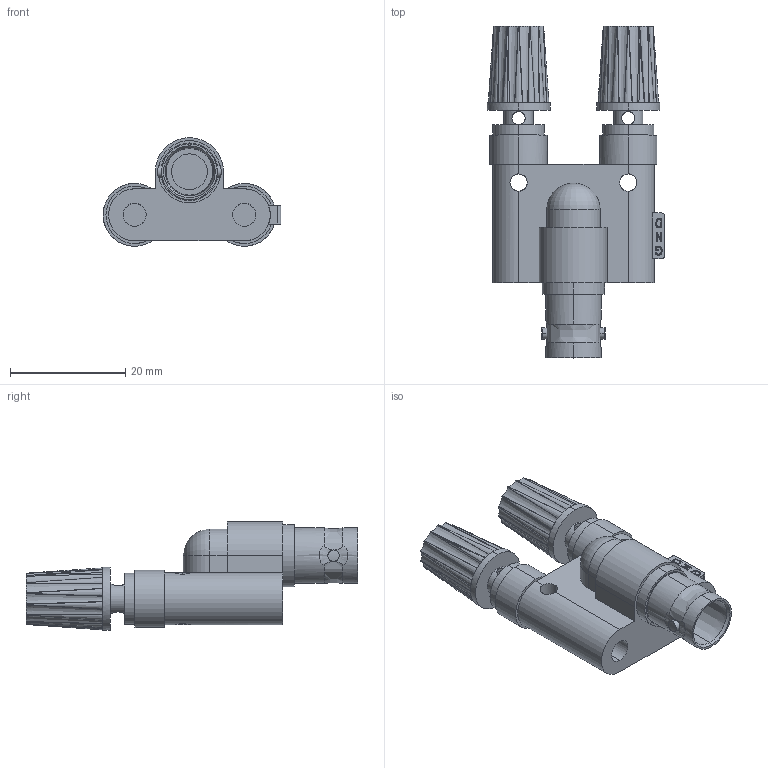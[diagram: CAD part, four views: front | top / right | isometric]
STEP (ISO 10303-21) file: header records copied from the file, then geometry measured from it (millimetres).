
FILE_DESCRIPTION (( 'STEP AP214' ), '1' );
FILE_NAME ('LCAD9791_3D.step', '2023-10-27T21:32:24', ( '' ), ( '' ), 'SwSTEP 2.0', 'SolidWorks 2022', '' );
FILE_SCHEMA (( 'AUTOMOTIVE_DESIGN' ));
Length unit declared in the file: millimetre
Products named in the file (1): LCAD9791_3D
Bounding box: 30.86 x 57.64 x 18.86 mm (x, y, z)
Volume: 8645 mm3; surface area: 6164.1 mm2
Topology: 2 solids, 4 shells, 294 faces, 849 edges, 566 vertices
Faces by surface type: plane 136, cylinder 70, cone 70, bspline 17, torus 1
Entity records: 12415 total; most frequent: CARTESIAN_POINT 4096, ORIENTED_EDGE 1694, DIRECTION 1356, EDGE_CURVE 847, VERTEX_POINT 566, LINE 464, VECTOR 464, AXIS2_PLACEMENT_3D 446
